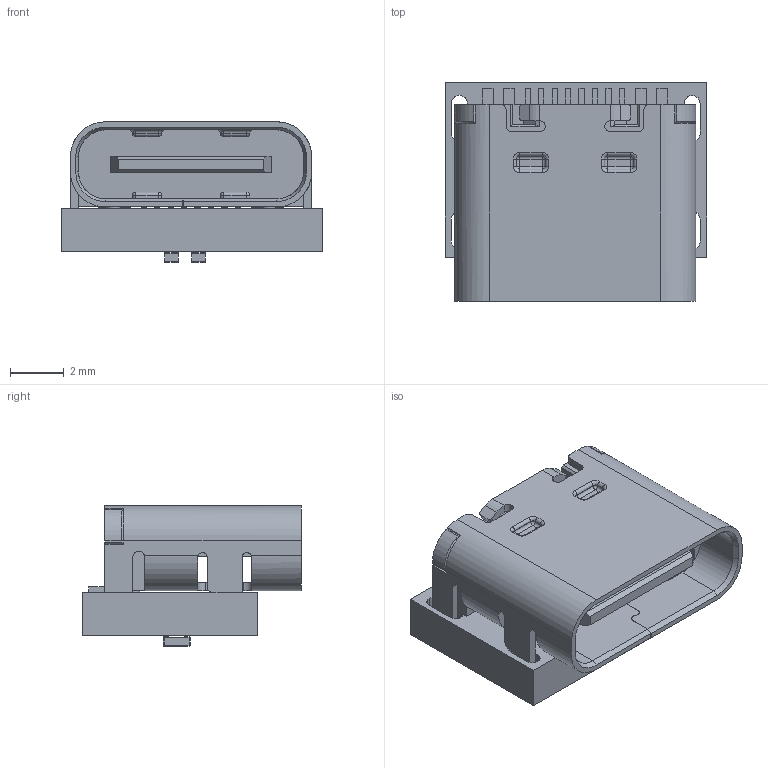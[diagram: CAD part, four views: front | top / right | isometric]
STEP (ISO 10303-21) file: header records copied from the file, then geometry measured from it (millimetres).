
FILE_DESCRIPTION(('KiCad electronic assembly'),'2;1');
FILE_NAME('WRIP-ELECTRONICS usb.step','2023-10-18T21:27:21',('Pcbnew'),( 'Kicad'),'Open CASCADE STEP processor 7.6','KiCad to STEP converter' ,'Unknown');
FILE_SCHEMA(('AUTOMOTIVE_DESIGN { 1 0 10303 214 1 1 1 1 }'));
Length unit declared in the file: millimetre
Products named in the file (9): WRIP-ELECTRONICS usb 1; USB TYPE-C CONNECTOR - HANBO - MC-107D; SOLID; R_0402_1005Metric; PCB
Assembly tree (9 placements, depth 3):
  WRIP-ELECTRONICS usb 1
    USB TYPE-C CONNECTOR - HANBO - MC-107D
      SOLID
      SOLID
      SOLID
      SOLID
    R_0402_1005Metric  x2
      SOLID
    PCB
Bounding box: 9.72 x 8.12 x 5.21 mm (x, y, z)
Volume: 193.3 mm3; surface area: 732.1 mm2
Topology: 7 solids, 7 shells, 678 faces, 1774 edges, 1085 vertices
Faces by surface type: plane 426, cylinder 188, sphere 32, torus 26, cone 6
Full cylindrical faces by diameter (mm): 0.5 x2, 0.65 x2
Entity records: 43642 total; most frequent: CARTESIAN_POINT 9296, DIRECTION 6511, LINE 4268, VECTOR 4268, ORIENTED_EDGE 3348, PCURVE 3348, DEFINITIONAL_REPRESENTATION 3348, EDGE_CURVE 1674
